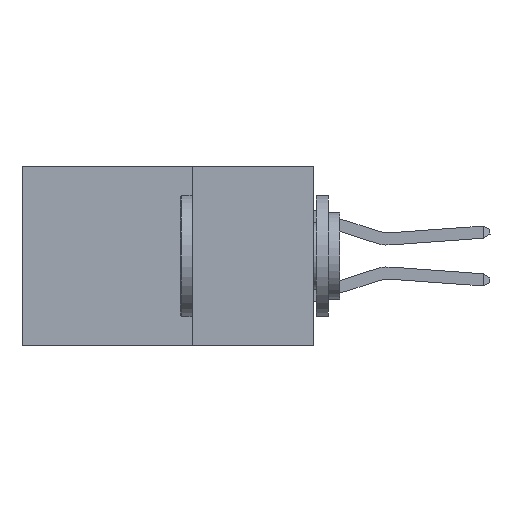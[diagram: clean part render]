
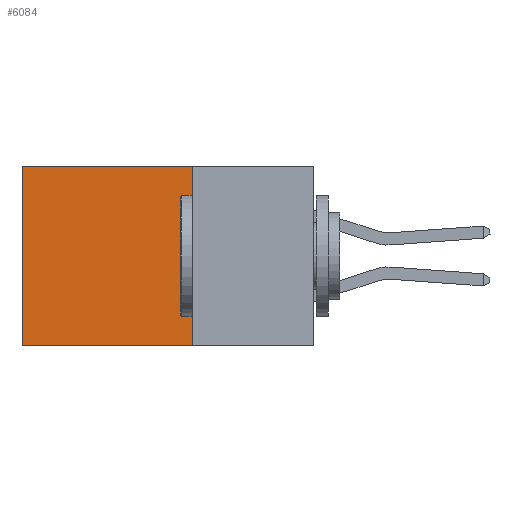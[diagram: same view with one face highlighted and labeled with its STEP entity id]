
A CAD part, left-side view. The second image highlights one B-rep face of the part: STEP entity #6084.
In plain terms, the highlighted planar face has unit normal (-1, 0, 0).
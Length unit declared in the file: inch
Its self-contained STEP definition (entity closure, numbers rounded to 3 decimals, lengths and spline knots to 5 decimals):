
#713 = CARTESIAN_POINT ( 'NONE',  ( 0.2875, 0.25, 0. ) ) ;
#784 = DIRECTION ( 'NONE',  ( 1., 0., 0. ) ) ;
#1143 = FACE_OUTER_BOUND ( 'NONE', #6628, .T. ) ;
#1557 = CARTESIAN_POINT ( 'NONE',  ( 0.2875, 0.25, 0. ) ) ;
#1787 = EDGE_CURVE ( 'NONE', #10258, #13790, #11609, .T. ) ;
#1948 = CARTESIAN_POINT ( 'NONE',  ( 0.2875, 0.25, -0.37 ) ) ;
#2240 = CARTESIAN_POINT ( 'NONE',  ( 0.2875, 0.25, -0.37 ) ) ;
#3038 = DIRECTION ( 'NONE',  ( 0., 0., -1. ) ) ;
#3471 = DIRECTION ( 'NONE',  ( 0., 1., 0. ) ) ;
#3622 = ORIENTED_EDGE ( 'NONE', *, *, #13128, .F. ) ;
#5552 = ORIENTED_EDGE ( 'NONE', *, *, #16311, .F. ) ;
#6084 = ADVANCED_FACE ( 'NONE', ( #1143 ), #16795, .F. ) ;
#6144 = EDGE_CURVE ( 'NONE', #10879, #10258, #14931, .T. ) ;
#6628 = EDGE_LOOP ( 'NONE', ( #18122, #5552, #3622, #15619 ) ) ;
#7028 = LINE ( 'NONE', #1557, #18037 ) ;
#7222 = VECTOR ( 'NONE', #14882, 39.37008 ) ;
#9053 = CARTESIAN_POINT ( 'NONE',  ( 0.2875, 0.6, 0. ) ) ;
#9821 = CARTESIAN_POINT ( 'NONE',  ( 0.2875, 0.25, 0. ) ) ;
#10258 = VERTEX_POINT ( 'NONE', #9053 ) ;
#10879 = VERTEX_POINT ( 'NONE', #16193 ) ;
#11069 = LINE ( 'NONE', #1948, #17697 ) ;
#11153 = DIRECTION ( 'NONE',  ( 0., 0., -1. ) ) ;
#11203 = AXIS2_PLACEMENT_3D ( 'NONE', #713, #784, #11153 ) ;
#11609 = LINE ( 'NONE', #11938, #7222 ) ;
#11938 = CARTESIAN_POINT ( 'NONE',  ( 0.2875, 0.6, 0. ) ) ;
#12252 = CARTESIAN_POINT ( 'NONE',  ( 0.2875, 0.6, -0.37 ) ) ;
#13128 = EDGE_CURVE ( 'NONE', #10879, #15250, #7028, .T. ) ;
#13790 = VERTEX_POINT ( 'NONE', #12252 ) ;
#14156 = DIRECTION ( 'NONE',  ( 0., 1., 0. ) ) ;
#14882 = DIRECTION ( 'NONE',  ( 0., 0., -1. ) ) ;
#14931 = LINE ( 'NONE', #9821, #18162 ) ;
#15250 = VERTEX_POINT ( 'NONE', #2240 ) ;
#15619 = ORIENTED_EDGE ( 'NONE', *, *, #6144, .T. ) ;
#16193 = CARTESIAN_POINT ( 'NONE',  ( 0.2875, 0.25, 0. ) ) ;
#16311 = EDGE_CURVE ( 'NONE', #15250, #13790, #11069, .T. ) ;
#16795 = PLANE ( 'NONE',  #11203 ) ;
#17697 = VECTOR ( 'NONE', #3471, 39.37008 ) ;
#18037 = VECTOR ( 'NONE', #3038, 39.37008 ) ;
#18122 = ORIENTED_EDGE ( 'NONE', *, *, #1787, .T. ) ;
#18162 = VECTOR ( 'NONE', #14156, 39.37008 ) ;
